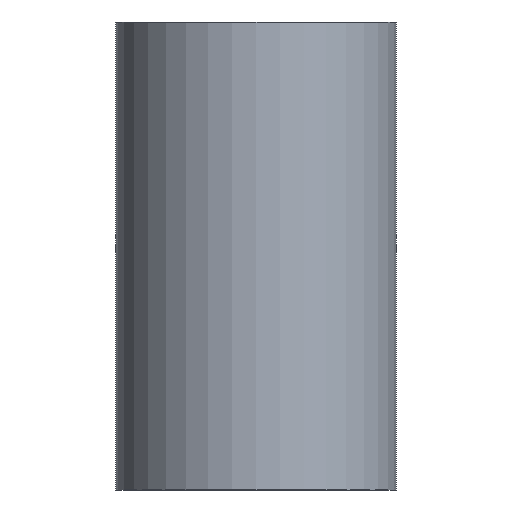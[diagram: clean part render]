
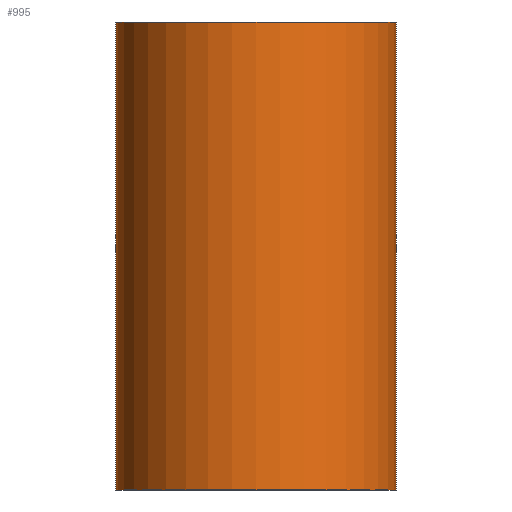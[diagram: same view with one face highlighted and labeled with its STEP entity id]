
A CAD part, front view. The second image highlights one B-rep face of the part: STEP entity #995.
In plain terms, the highlighted cylindrical face has radius 600 mm (diameter 1200 mm), a full revolution.
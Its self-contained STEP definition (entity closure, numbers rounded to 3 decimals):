
#38 = DIRECTION ( 'NONE',  ( 0., 0., 1. ) ) ;
#105 = AXIS2_PLACEMENT_3D ( 'NONE', #807, #479, #593 ) ;
#178 = VERTEX_POINT ( 'NONE', #1420 ) ;
#277 = AXIS2_PLACEMENT_3D ( 'NONE', #591, #38, #694 ) ;
#432 = EDGE_CURVE ( 'NONE', #178, #178, #492, .T. ) ;
#479 = DIRECTION ( 'NONE',  ( 0., 0., 1. ) ) ;
#491 = FACE_OUTER_BOUND ( 'NONE', #687, .T. ) ;
#492 = CIRCLE ( 'NONE', #277, 600. ) ;
#591 = CARTESIAN_POINT ( 'NONE',  ( 0., 0., 2000. ) ) ;
#593 = DIRECTION ( 'NONE',  ( 1., 0., 0. ) ) ;
#608 = CARTESIAN_POINT ( 'NONE',  ( 0., 0., 0. ) ) ;
#655 = ORIENTED_EDGE ( 'NONE', *, *, #996, .T. ) ;
#687 = EDGE_LOOP ( 'NONE', ( #655 ) ) ;
#690 = EDGE_LOOP ( 'NONE', ( #1034 ) ) ;
#694 = DIRECTION ( 'NONE',  ( 1., 0., 0. ) ) ;
#807 = CARTESIAN_POINT ( 'NONE',  ( 0., 0., 0. ) ) ;
#872 = AXIS2_PLACEMENT_3D ( 'NONE', #608, #1349, #938 ) ;
#938 = DIRECTION ( 'NONE',  ( 1., 0., 0. ) ) ;
#976 = VERTEX_POINT ( 'NONE', #1090 ) ;
#995 = ADVANCED_FACE ( 'NONE', ( #491, #1240 ), #1418, .T. ) ;
#996 = EDGE_CURVE ( 'NONE', #976, #976, #1320, .T. ) ;
#1034 = ORIENTED_EDGE ( 'NONE', *, *, #432, .F. ) ;
#1090 = CARTESIAN_POINT ( 'NONE',  ( 600., 0., 0. ) ) ;
#1240 = FACE_OUTER_BOUND ( 'NONE', #690, .T. ) ;
#1320 = CIRCLE ( 'NONE', #872, 600. ) ;
#1349 = DIRECTION ( 'NONE',  ( 0., 0., 1. ) ) ;
#1418 = CYLINDRICAL_SURFACE ( 'NONE', #105, 600. ) ;
#1420 = CARTESIAN_POINT ( 'NONE',  ( 600., 0., 2000. ) ) ;
